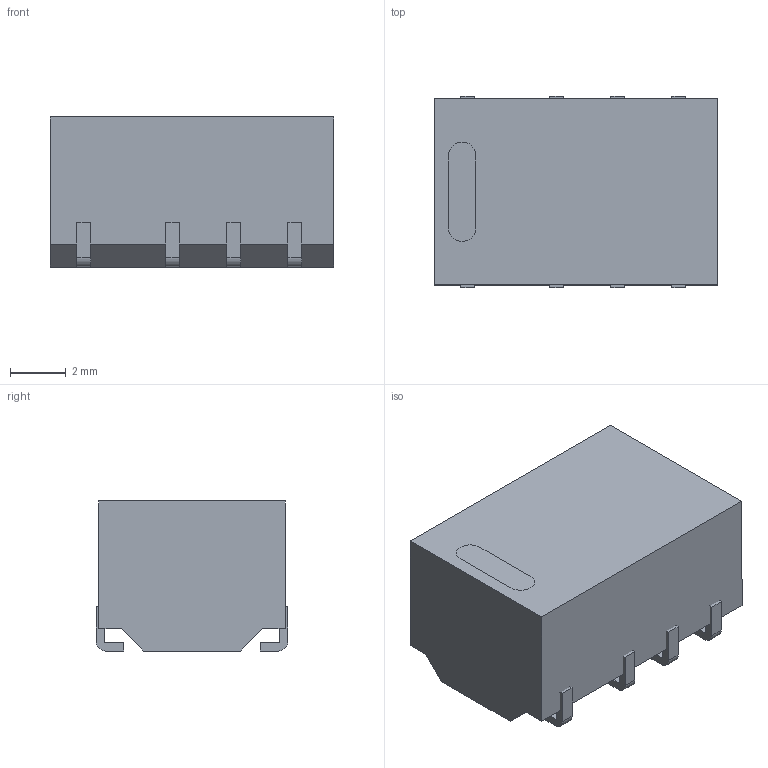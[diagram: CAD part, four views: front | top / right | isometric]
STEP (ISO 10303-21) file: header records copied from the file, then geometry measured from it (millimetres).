
FILE_DESCRIPTION((''),'2;1');
FILE_NAME('REL_OMRON_G6K-2G.stp','2013-04-11T17:32:40',(''),(''),'Mechanical Desktop 2011','Mechanical Desktop 2011',', , ');
FILE_SCHEMA(('AUTOMOTIVE_DESIGN { 1 2 10303 214 1 1 1 1 }'));
Length unit declared in the file: millimetre
Products named in the file (1): Product
Bounding box: 10.2 x 6.9 x 5.4 mm (x, y, z)
Volume: 352.1 mm3; surface area: 344.1 mm2
Topology: 10 solids, 10 shells, 101 faces, 240 edges, 160 vertices
Faces by surface type: plane 49, bspline 40, cylinder 12
Entity records: 3048 total; most frequent: CARTESIAN_POINT 734, ORIENTED_EDGE 480, DIRECTION 404, EDGE_CURVE 240, VECTOR 200, LINE 200, VERTEX_POINT 160, AXIS2_PLACEMENT_3D 102
